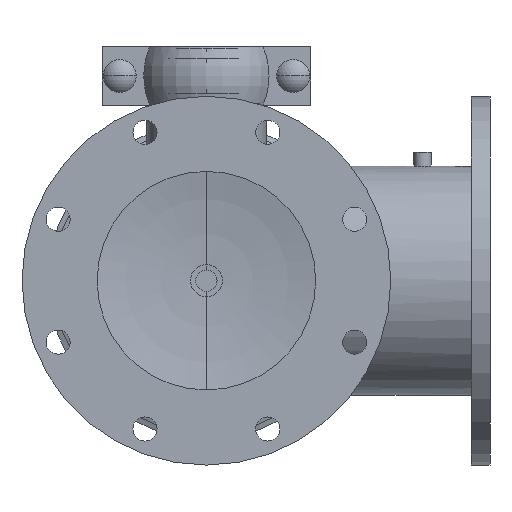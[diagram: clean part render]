
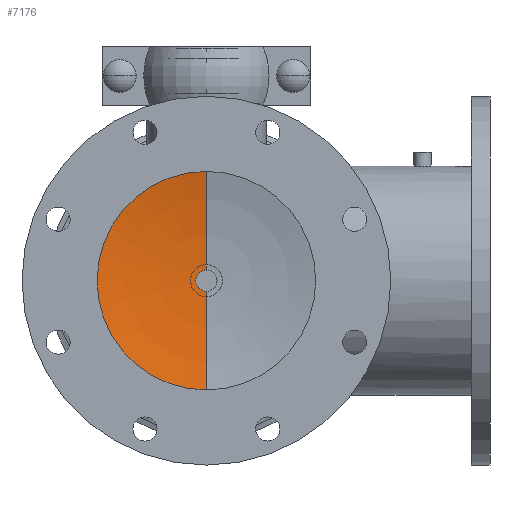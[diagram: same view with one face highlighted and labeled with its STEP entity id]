
A CAD part, front view. The second image highlights one B-rep face of the part: STEP entity #7176.
In plain terms, the highlighted toroidal (fillet/blend) face has major radius 1.584 mm and minor radius 503 mm.
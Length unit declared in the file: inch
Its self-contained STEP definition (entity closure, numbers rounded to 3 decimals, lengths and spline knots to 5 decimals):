
#86 = TOROIDAL_SURFACE ( 'NONE', #3523, 0.06237, 19.80315 ) ;
#755 = VERTEX_POINT ( 'NONE', #1169 ) ;
#856 = ORIENTED_EDGE ( 'NONE', *, *, #3758, .T. ) ;
#965 = FACE_OUTER_BOUND ( 'NONE', #5934, .T. ) ;
#1169 = CARTESIAN_POINT ( 'NONE',  ( 0., 49.23206, -0.38884 ) ) ;
#2063 = DIRECTION ( 'NONE',  ( 0., 0., -1. ) ) ;
#2400 = VERTEX_POINT ( 'NONE', #8449 ) ;
#2512 = DIRECTION ( 'NONE',  ( 0., 0., -1. ) ) ;
#2740 = CARTESIAN_POINT ( 'NONE',  ( 0., 29.43161, 0.06237 ) ) ;
#3133 = AXIS2_PLACEMENT_3D ( 'NONE', #2740, #5136, #2063 ) ;
#3266 = DIRECTION ( 'NONE',  ( 0., 0., -1. ) ) ;
#3379 = CARTESIAN_POINT ( 'NONE',  ( 0., 48.78311, 0. ) ) ;
#3523 = AXIS2_PLACEMENT_3D ( 'NONE', #4070, #7246, #3266 ) ;
#3758 = EDGE_CURVE ( 'NONE', #5324, #9974, #7939, .T. ) ;
#3874 = CARTESIAN_POINT ( 'NONE',  ( 0., 48.78311, -4.26761 ) ) ;
#4070 = CARTESIAN_POINT ( 'NONE',  ( 0., 29.43161, 0. ) ) ;
#4427 = DIRECTION ( 'NONE',  ( -1., 0., 0. ) ) ;
#4547 = AXIS2_PLACEMENT_3D ( 'NONE', #3379, #7262, #2512 ) ;
#4717 = CIRCLE ( 'NONE', #8798, 0.38884 ) ;
#4836 = CARTESIAN_POINT ( 'NONE',  ( 0., 49.23206, 0. ) ) ;
#4871 = DIRECTION ( 'NONE',  ( 0., 0., -1. ) ) ;
#5015 = CARTESIAN_POINT ( 'NONE',  ( 0., 48.78311, 4.26761 ) ) ;
#5136 = DIRECTION ( 'NONE',  ( 1., 0., 0. ) ) ;
#5324 = VERTEX_POINT ( 'NONE', #5015 ) ;
#5642 = EDGE_CURVE ( 'NONE', #2400, #755, #4717, .T. ) ;
#5682 = ORIENTED_EDGE ( 'NONE', *, *, #8524, .T. ) ;
#5934 = EDGE_LOOP ( 'NONE', ( #7973, #5682, #856, #7022 ) ) ;
#6750 = CIRCLE ( 'NONE', #6853, 19.80315 ) ;
#6853 = AXIS2_PLACEMENT_3D ( 'NONE', #9937, #4427, #8284 ) ;
#7022 = ORIENTED_EDGE ( 'NONE', *, *, #8037, .F. ) ;
#7176 = ADVANCED_FACE ( 'NONE', ( #965 ), #86, .F. ) ;
#7197 = DIRECTION ( 'NONE',  ( 0., -1., 0. ) ) ;
#7246 = DIRECTION ( 'NONE',  ( 0., -1., 0. ) ) ;
#7262 = DIRECTION ( 'NONE',  ( 0., -1., 0. ) ) ;
#7939 = CIRCLE ( 'NONE', #4547, 4.26761 ) ;
#7973 = ORIENTED_EDGE ( 'NONE', *, *, #5642, .F. ) ;
#8037 = EDGE_CURVE ( 'NONE', #755, #9974, #6750, .T. ) ;
#8284 = DIRECTION ( 'NONE',  ( 0., 0., 1. ) ) ;
#8449 = CARTESIAN_POINT ( 'NONE',  ( 0., 49.23206, 0.38884 ) ) ;
#8524 = EDGE_CURVE ( 'NONE', #2400, #5324, #9936, .T. ) ;
#8798 = AXIS2_PLACEMENT_3D ( 'NONE', #4836, #7197, #4871 ) ;
#9936 = CIRCLE ( 'NONE', #3133, 19.80315 ) ;
#9937 = CARTESIAN_POINT ( 'NONE',  ( 0., 29.43161, -0.06237 ) ) ;
#9974 = VERTEX_POINT ( 'NONE', #3874 ) ;
